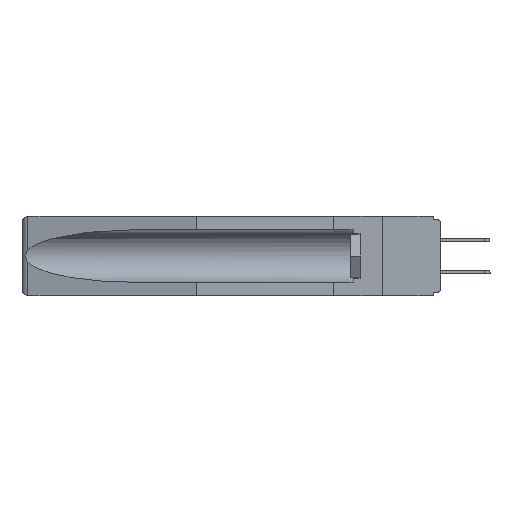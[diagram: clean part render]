
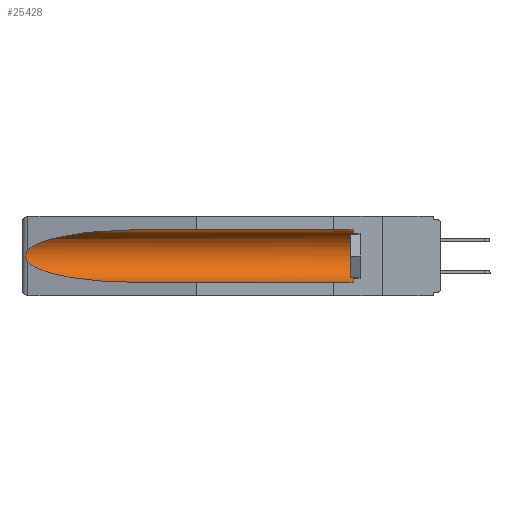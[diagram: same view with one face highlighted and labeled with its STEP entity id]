
A CAD part, left-side view. The second image highlights one B-rep face of the part: STEP entity #25428.
In plain terms, the highlighted cylindrical face has radius 2.857 mm (diameter 5.715 mm), a partial arc.
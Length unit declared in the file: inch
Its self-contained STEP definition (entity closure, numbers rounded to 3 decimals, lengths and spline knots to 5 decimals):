
#192 = FACE_OUTER_BOUND ( 'NONE', #5243, .T. ) ;
#762 = DIRECTION ( 'NONE',  ( 0., -1., 0. ) ) ;
#1405 = CARTESIAN_POINT ( 'NONE',  ( 0.155, -0.30754, -0.059 ) ) ;
#1786 = CARTESIAN_POINT ( 'NONE',  ( 0.26537, 1.52718, -0.19328 ) ) ;
#2011 = B_SPLINE_CURVE_WITH_KNOTS ( 'NONE', 3,
 ( #27638, #2029, #9755, #14630, #20059, #4359, #32704, #4566, #11933, #1786 ),
 .UNSPECIFIED., .F., .F.,
 ( 4, 2, 2, 2, 4 ),
 ( 0., 0.00029, 0.00058, 0.00087, 0.00117 ),
 .UNSPECIFIED. ) ;
#2029 = CARTESIAN_POINT ( 'NONE',  ( 0.26597, 1.52961, -0.15275 ) ) ;
#2058 = ORIENTED_EDGE ( 'NONE', *, *, #29403, .T. ) ;
#3301 = ORIENTED_EDGE ( 'NONE', *, *, #26181, .F. ) ;
#4359 = CARTESIAN_POINT ( 'NONE',  ( 0.2675, 1.53308, -0.17534 ) ) ;
#4566 = CARTESIAN_POINT ( 'NONE',  ( 0.26655, 1.53094, -0.18657 ) ) ;
#5243 = EDGE_LOOP ( 'NONE', ( #12686, #2058, #8030, #3301, #30349, #21576 ) ) ;
#5281 = CARTESIAN_POINT ( 'NONE',  ( 0.155, -0.30754, -0.1715 ) ) ;
#5284 = CARTESIAN_POINT ( 'NONE',  ( 0.155, -0.30754, -0.284 ) ) ;
#5309 = LINE ( 'NONE', #5284, #30948 ) ;
#5672 = EDGE_CURVE ( 'NONE', #32137, #8090, #8442, .T. ) ;
#5891 = CARTESIAN_POINT ( 'NONE',  ( 0.155, 0.126, -0.1715 ) ) ;
#6570 = AXIS2_PLACEMENT_3D ( 'NONE', #5281, #23362, #26201 ) ;
#7408 = CARTESIAN_POINT ( 'NONE',  ( 0.155, 1.07973, -0.284 ) ) ;
#7963 = CARTESIAN_POINT ( 'NONE',  ( 0.155, 0.126, -0.059 ) ) ;
#8030 = ORIENTED_EDGE ( 'NONE', *, *, #5672, .T. ) ;
#8090 = VERTEX_POINT ( 'NONE', #7408 ) ;
#8195 = CARTESIAN_POINT ( 'NONE',  ( 0.26537, 1.52718, -0.14972 ) ) ;
#8409 = EDGE_CURVE ( 'NONE', #9820, #17090, #31407, .T. ) ;
#8442 =( BOUNDED_CURVE ( )  B_SPLINE_CURVE ( 3, ( #21787, #29502, #29732, #24621 ),
 .UNSPECIFIED., .F., .F. ) 
 B_SPLINE_CURVE_WITH_KNOTS ( ( 4, 4 ),
 ( 0.1948, 1.5708 ),
 .UNSPECIFIED. ) 
 CURVE ( )  GEOMETRIC_REPRESENTATION_ITEM ( )  RATIONAL_B_SPLINE_CURVE ( ( 1., 0.848, 0.848, 1. ) ) 
 REPRESENTATION_ITEM ( '' )  );
#8972 = CARTESIAN_POINT ( 'NONE',  ( 0.155, 1.07973, -0.059 ) ) ;
#9755 = CARTESIAN_POINT ( 'NONE',  ( 0.26654, 1.53092, -0.15636 ) ) ;
#9820 = VERTEX_POINT ( 'NONE', #8972 ) ;
#11933 = CARTESIAN_POINT ( 'NONE',  ( 0.26597, 1.5296, -0.19026 ) ) ;
#12402 = CARTESIAN_POINT ( 'NONE',  ( 0.25451, 1.48313, -0.09465 ) ) ;
#12504 = CARTESIAN_POINT ( 'NONE',  ( 0.21114, 1.30732, -0.059 ) ) ;
#12686 = ORIENTED_EDGE ( 'NONE', *, *, #8409, .T. ) ;
#14173 = CARTESIAN_POINT ( 'NONE',  ( 0.155, 0.126, -0.284 ) ) ;
#14270 = VERTEX_POINT ( 'NONE', #14173 ) ;
#14630 = CARTESIAN_POINT ( 'NONE',  ( 0.2673, 1.5327, -0.16383 ) ) ;
#17090 = VERTEX_POINT ( 'NONE', #8195 ) ;
#17989 = DIRECTION ( 'NONE',  ( 0., 1., 0. ) ) ;
#19339 = DIRECTION ( 'NONE',  ( 0., 1., 0. ) ) ;
#20059 = CARTESIAN_POINT ( 'NONE',  ( 0.2675, 1.53308, -0.16763 ) ) ;
#20781 = LINE ( 'NONE', #1405, #28880 ) ;
#21576 = ORIENTED_EDGE ( 'NONE', *, *, #24236, .T. ) ;
#21787 = CARTESIAN_POINT ( 'NONE',  ( 0.26537, 1.52718, -0.19328 ) ) ;
#22652 = CARTESIAN_POINT ( 'NONE',  ( 0.155, 1.07973, -0.059 ) ) ;
#23362 = DIRECTION ( 'NONE',  ( 0., 1., 0. ) ) ;
#23467 = CIRCLE ( 'NONE', #32295, 0.1125 ) ;
#24236 = EDGE_CURVE ( 'NONE', #29934, #9820, #20781, .T. ) ;
#24621 = CARTESIAN_POINT ( 'NONE',  ( 0.155, 1.07973, -0.284 ) ) ;
#25428 = ADVANCED_FACE ( 'NONE', ( #192 ), #32862, .F. ) ;
#26181 = EDGE_CURVE ( 'NONE', #14270, #8090, #5309, .T. ) ;
#26201 = DIRECTION ( 'NONE',  ( 0., 0., 1. ) ) ;
#27638 = CARTESIAN_POINT ( 'NONE',  ( 0.26537, 1.52718, -0.14972 ) ) ;
#28880 = VECTOR ( 'NONE', #19339, 39.37008 ) ;
#29403 = EDGE_CURVE ( 'NONE', #17090, #32137, #2011, .T. ) ;
#29502 = CARTESIAN_POINT ( 'NONE',  ( 0.25451, 1.48313, -0.24835 ) ) ;
#29732 = CARTESIAN_POINT ( 'NONE',  ( 0.21114, 1.30732, -0.284 ) ) ;
#29934 = VERTEX_POINT ( 'NONE', #7963 ) ;
#30349 = ORIENTED_EDGE ( 'NONE', *, *, #31151, .T. ) ;
#30598 = CARTESIAN_POINT ( 'NONE',  ( 0.26537, 1.52718, -0.14972 ) ) ;
#30948 = VECTOR ( 'NONE', #17989, 39.37008 ) ;
#31151 = EDGE_CURVE ( 'NONE', #14270, #29934, #23467, .T. ) ;
#31407 =( BOUNDED_CURVE ( )  B_SPLINE_CURVE ( 3, ( #22652, #12504, #12402, #30598 ),
 .UNSPECIFIED., .F., .T. ) 
 B_SPLINE_CURVE_WITH_KNOTS ( ( 4, 4 ),
 ( 4.71239, 6.08839 ),
 .UNSPECIFIED. ) 
 CURVE ( )  GEOMETRIC_REPRESENTATION_ITEM ( )  RATIONAL_B_SPLINE_CURVE ( ( 1., 0.848, 0.848, 1. ) ) 
 REPRESENTATION_ITEM ( '' )  );
#31445 = DIRECTION ( 'NONE',  ( 0., 0., 1. ) ) ;
#32125 = CARTESIAN_POINT ( 'NONE',  ( 0.26537, 1.52718, -0.19328 ) ) ;
#32137 = VERTEX_POINT ( 'NONE', #32125 ) ;
#32295 = AXIS2_PLACEMENT_3D ( 'NONE', #5891, #762, #31445 ) ;
#32704 = CARTESIAN_POINT ( 'NONE',  ( 0.2673, 1.53269, -0.17917 ) ) ;
#32862 = CYLINDRICAL_SURFACE ( 'NONE', #6570, 0.1125 ) ;
